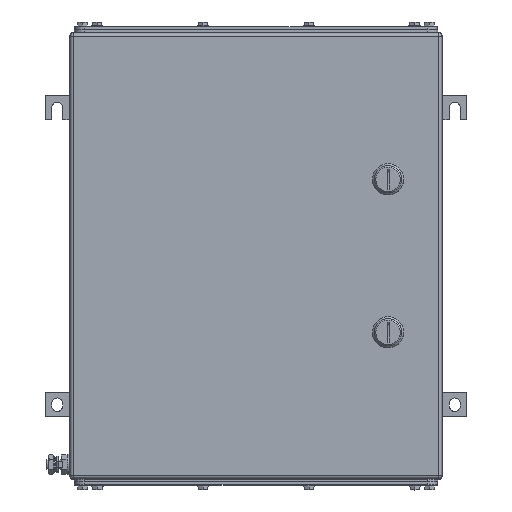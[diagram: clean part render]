
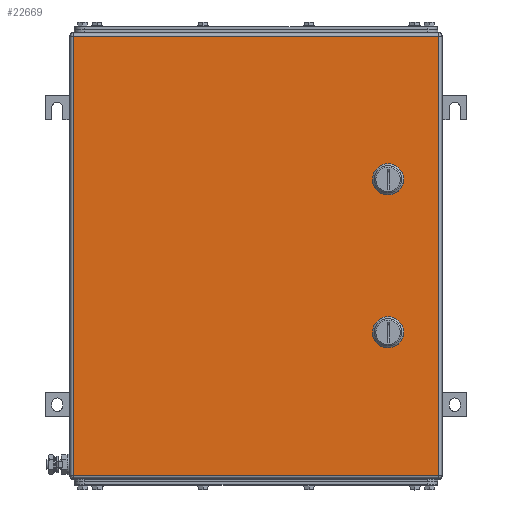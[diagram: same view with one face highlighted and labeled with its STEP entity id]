
A CAD part, top view. The second image highlights one B-rep face of the part: STEP entity #22669.
In plain terms, the highlighted planar face has unit normal (0, 0, 1).
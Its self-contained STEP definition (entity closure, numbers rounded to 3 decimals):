
#22483=AXIS2_PLACEMENT_3D('Circle Axis2P3D',#22481,#22482,$) ;
#22510=AXIS2_PLACEMENT_3D('Plane Axis2P3D',#22507,#22508,#22509) ;
#22555=AXIS2_PLACEMENT_3D('Circle Axis2P3D',#22553,#22554,$) ;
#22569=AXIS2_PLACEMENT_3D('Circle Axis2P3D',#22567,#22568,$) ;
#22583=AXIS2_PLACEMENT_3D('Circle Axis2P3D',#22581,#22582,$) ;
#22605=AXIS2_PLACEMENT_3D('Circle Axis2P3D',#22603,#22604,$) ;
#22621=AXIS2_PLACEMENT_3D('Circle Axis2P3D',#22619,#22620,$) ;
#22635=AXIS2_PLACEMENT_3D('Circle Axis2P3D',#22633,#22634,$) ;
#22649=AXIS2_PLACEMENT_3D('Circle Axis2P3D',#22647,#22648,$) ;
#22478=CARTESIAN_POINT('Vertex',(357.056,308.45,203.5)) ;
#22481=CARTESIAN_POINT('Axis2P3D Location',(352.,318.5,203.5)) ;
#22485=CARTESIAN_POINT('Vertex',(362.05,313.444,203.5)) ;
#22507=CARTESIAN_POINT('Axis2P3D Location',(216.5,240.,203.5)) ;
#22512=CARTESIAN_POINT('Line Origine',(216.5,465.5,203.5)) ;
#22516=CARTESIAN_POINT('Vertex',(404.,465.5,203.5)) ;
#22518=CARTESIAN_POINT('Vertex',(29.,465.5,203.5)) ;
#22521=CARTESIAN_POINT('Line Origine',(29.,240.,203.5)) ;
#22525=CARTESIAN_POINT('Vertex',(29.,14.5,203.5)) ;
#22528=CARTESIAN_POINT('Line Origine',(216.5,14.5,203.5)) ;
#22532=CARTESIAN_POINT('Vertex',(404.,14.5,203.5)) ;
#22535=CARTESIAN_POINT('Line Origine',(404.,240.,203.5)) ;
#22546=CARTESIAN_POINT('Line Origine',(352.,308.45,203.5)) ;
#22550=CARTESIAN_POINT('Vertex',(346.944,308.45,203.5)) ;
#22553=CARTESIAN_POINT('Axis2P3D Location',(352.,318.5,203.5)) ;
#22557=CARTESIAN_POINT('Vertex',(341.95,313.444,203.5)) ;
#22560=CARTESIAN_POINT('Line Origine',(341.95,318.5,203.5)) ;
#22564=CARTESIAN_POINT('Vertex',(341.95,323.556,203.5)) ;
#22567=CARTESIAN_POINT('Axis2P3D Location',(352.,318.5,203.5)) ;
#22571=CARTESIAN_POINT('Vertex',(346.944,328.55,203.5)) ;
#22574=CARTESIAN_POINT('Line Origine',(352.,328.55,203.5)) ;
#22578=CARTESIAN_POINT('Vertex',(357.056,328.55,203.5)) ;
#22581=CARTESIAN_POINT('Axis2P3D Location',(352.,318.5,203.5)) ;
#22585=CARTESIAN_POINT('Vertex',(362.05,323.556,203.5)) ;
#22588=CARTESIAN_POINT('Line Origine',(362.05,318.5,203.5)) ;
#22603=CARTESIAN_POINT('Axis2P3D Location',(352.,161.5,203.5)) ;
#22607=CARTESIAN_POINT('Vertex',(357.056,151.45,203.5)) ;
#22609=CARTESIAN_POINT('Vertex',(362.05,156.444,203.5)) ;
#22612=CARTESIAN_POINT('Line Origine',(352.,151.45,203.5)) ;
#22616=CARTESIAN_POINT('Vertex',(346.944,151.45,203.5)) ;
#22619=CARTESIAN_POINT('Axis2P3D Location',(352.,161.5,203.5)) ;
#22623=CARTESIAN_POINT('Vertex',(341.95,156.444,203.5)) ;
#22626=CARTESIAN_POINT('Line Origine',(341.95,161.5,203.5)) ;
#22630=CARTESIAN_POINT('Vertex',(341.95,166.556,203.5)) ;
#22633=CARTESIAN_POINT('Axis2P3D Location',(352.,161.5,203.5)) ;
#22637=CARTESIAN_POINT('Vertex',(346.944,171.55,203.5)) ;
#22640=CARTESIAN_POINT('Line Origine',(352.,171.55,203.5)) ;
#22644=CARTESIAN_POINT('Vertex',(357.056,171.55,203.5)) ;
#22647=CARTESIAN_POINT('Axis2P3D Location',(352.,161.5,203.5)) ;
#22651=CARTESIAN_POINT('Vertex',(362.05,166.556,203.5)) ;
#22654=CARTESIAN_POINT('Line Origine',(362.05,161.5,203.5)) ;
#22482=DIRECTION('Axis2P3D Direction',(0.,0.,1.)) ;
#22508=DIRECTION('Axis2P3D Direction',(0.,0.,1.)) ;
#22509=DIRECTION('Axis2P3D XDirection',(1.,0.,0.)) ;
#22513=DIRECTION('Vector Direction',(1.,0.,0.)) ;
#22522=DIRECTION('Vector Direction',(0.,-1.,0.)) ;
#22529=DIRECTION('Vector Direction',(1.,0.,0.)) ;
#22536=DIRECTION('Vector Direction',(0.,1.,0.)) ;
#22547=DIRECTION('Vector Direction',(1.,0.,0.)) ;
#22554=DIRECTION('Axis2P3D Direction',(0.,0.,1.)) ;
#22561=DIRECTION('Vector Direction',(0.,1.,0.)) ;
#22568=DIRECTION('Axis2P3D Direction',(0.,0.,1.)) ;
#22575=DIRECTION('Vector Direction',(1.,0.,0.)) ;
#22582=DIRECTION('Axis2P3D Direction',(0.,0.,1.)) ;
#22589=DIRECTION('Vector Direction',(0.,-1.,0.)) ;
#22604=DIRECTION('Axis2P3D Direction',(0.,0.,1.)) ;
#22613=DIRECTION('Vector Direction',(1.,0.,0.)) ;
#22620=DIRECTION('Axis2P3D Direction',(0.,0.,1.)) ;
#22627=DIRECTION('Vector Direction',(0.,1.,0.)) ;
#22634=DIRECTION('Axis2P3D Direction',(0.,0.,1.)) ;
#22641=DIRECTION('Vector Direction',(1.,0.,0.)) ;
#22648=DIRECTION('Axis2P3D Direction',(0.,0.,1.)) ;
#22655=DIRECTION('Vector Direction',(0.,-1.,0.)) ;
#22514=VECTOR('Line Direction',#22513,1.) ;
#22523=VECTOR('Line Direction',#22522,1.) ;
#22530=VECTOR('Line Direction',#22529,1.) ;
#22537=VECTOR('Line Direction',#22536,1.) ;
#22548=VECTOR('Line Direction',#22547,1.) ;
#22562=VECTOR('Line Direction',#22561,1.) ;
#22576=VECTOR('Line Direction',#22575,1.) ;
#22590=VECTOR('Line Direction',#22589,1.) ;
#22614=VECTOR('Line Direction',#22613,1.) ;
#22628=VECTOR('Line Direction',#22627,1.) ;
#22642=VECTOR('Line Direction',#22641,1.) ;
#22656=VECTOR('Line Direction',#22655,1.) ;
#22541=ORIENTED_EDGE('',*,*,#22520,.T.) ;
#22542=ORIENTED_EDGE('',*,*,#22527,.T.) ;
#22543=ORIENTED_EDGE('',*,*,#22534,.T.) ;
#22544=ORIENTED_EDGE('',*,*,#22539,.T.) ;
#22594=ORIENTED_EDGE('',*,*,#22552,.F.) ;
#22595=ORIENTED_EDGE('',*,*,#22559,.F.) ;
#22596=ORIENTED_EDGE('',*,*,#22566,.T.) ;
#22597=ORIENTED_EDGE('',*,*,#22573,.F.) ;
#22598=ORIENTED_EDGE('',*,*,#22580,.T.) ;
#22599=ORIENTED_EDGE('',*,*,#22587,.F.) ;
#22600=ORIENTED_EDGE('',*,*,#22592,.T.) ;
#22601=ORIENTED_EDGE('',*,*,#22487,.F.) ;
#22660=ORIENTED_EDGE('',*,*,#22611,.F.) ;
#22661=ORIENTED_EDGE('',*,*,#22618,.F.) ;
#22662=ORIENTED_EDGE('',*,*,#22625,.F.) ;
#22663=ORIENTED_EDGE('',*,*,#22632,.T.) ;
#22664=ORIENTED_EDGE('',*,*,#22639,.F.) ;
#22665=ORIENTED_EDGE('',*,*,#22646,.T.) ;
#22666=ORIENTED_EDGE('',*,*,#22653,.F.) ;
#22667=ORIENTED_EDGE('',*,*,#22658,.T.) ;
#22602=FACE_BOUND('',#22593,.T.) ;
#22668=FACE_BOUND('',#22659,.T.) ;
#22669=ADVANCED_FACE('ZUB_KTB_QL_453820_2GP_AllCATPart_AllCATPart.1\\ZUB_KTB_QL_453820_2GP_AllCATPart.2\\ZUB_DE_KTB_QL.1\\DE_KTB_MH_PART_MASTER.1\\Koerper.2',(#22545,#22602,#22668),#22511,.T.) ;
#22484=CIRCLE('generated circle',#22483,11.25) ;
#22556=CIRCLE('generated circle',#22555,11.25) ;
#22570=CIRCLE('generated circle',#22569,11.25) ;
#22584=CIRCLE('generated circle',#22583,11.25) ;
#22606=CIRCLE('generated circle',#22605,11.25) ;
#22622=CIRCLE('generated circle',#22621,11.25) ;
#22636=CIRCLE('generated circle',#22635,11.25) ;
#22650=CIRCLE('generated circle',#22649,11.25) ;
#22487=EDGE_CURVE('',#22479,#22486,#22484,.T.) ;
#22520=EDGE_CURVE('',#22517,#22519,#22515,.F.) ;
#22527=EDGE_CURVE('',#22519,#22526,#22524,.T.) ;
#22534=EDGE_CURVE('',#22526,#22533,#22531,.T.) ;
#22539=EDGE_CURVE('',#22533,#22517,#22538,.T.) ;
#22552=EDGE_CURVE('',#22551,#22479,#22549,.T.) ;
#22559=EDGE_CURVE('',#22558,#22551,#22556,.T.) ;
#22566=EDGE_CURVE('',#22558,#22565,#22563,.T.) ;
#22573=EDGE_CURVE('',#22572,#22565,#22570,.T.) ;
#22580=EDGE_CURVE('',#22572,#22579,#22577,.T.) ;
#22587=EDGE_CURVE('',#22586,#22579,#22584,.T.) ;
#22592=EDGE_CURVE('',#22586,#22486,#22591,.T.) ;
#22611=EDGE_CURVE('',#22608,#22610,#22606,.T.) ;
#22618=EDGE_CURVE('',#22617,#22608,#22615,.T.) ;
#22625=EDGE_CURVE('',#22624,#22617,#22622,.T.) ;
#22632=EDGE_CURVE('',#22624,#22631,#22629,.T.) ;
#22639=EDGE_CURVE('',#22638,#22631,#22636,.T.) ;
#22646=EDGE_CURVE('',#22638,#22645,#22643,.T.) ;
#22653=EDGE_CURVE('',#22652,#22645,#22650,.T.) ;
#22658=EDGE_CURVE('',#22652,#22610,#22657,.T.) ;
#22540=EDGE_LOOP('',(#22541,#22542,#22543,#22544)) ;
#22593=EDGE_LOOP('',(#22594,#22595,#22596,#22597,#22598,#22599,#22600,#22601)) ;
#22659=EDGE_LOOP('',(#22660,#22661,#22662,#22663,#22664,#22665,#22666,#22667)) ;
#22545=FACE_OUTER_BOUND('',#22540,.T.) ;
#22515=LINE('Line',#22512,#22514) ;
#22524=LINE('Line',#22521,#22523) ;
#22531=LINE('Line',#22528,#22530) ;
#22538=LINE('Line',#22535,#22537) ;
#22549=LINE('Line',#22546,#22548) ;
#22563=LINE('Line',#22560,#22562) ;
#22577=LINE('Line',#22574,#22576) ;
#22591=LINE('Line',#22588,#22590) ;
#22615=LINE('Line',#22612,#22614) ;
#22629=LINE('Line',#22626,#22628) ;
#22643=LINE('Line',#22640,#22642) ;
#22657=LINE('Line',#22654,#22656) ;
#22511=PLANE('',#22510) ;
#22479=VERTEX_POINT('',#22478) ;
#22486=VERTEX_POINT('',#22485) ;
#22517=VERTEX_POINT('',#22516) ;
#22519=VERTEX_POINT('',#22518) ;
#22526=VERTEX_POINT('',#22525) ;
#22533=VERTEX_POINT('',#22532) ;
#22551=VERTEX_POINT('',#22550) ;
#22558=VERTEX_POINT('',#22557) ;
#22565=VERTEX_POINT('',#22564) ;
#22572=VERTEX_POINT('',#22571) ;
#22579=VERTEX_POINT('',#22578) ;
#22586=VERTEX_POINT('',#22585) ;
#22608=VERTEX_POINT('',#22607) ;
#22610=VERTEX_POINT('',#22609) ;
#22617=VERTEX_POINT('',#22616) ;
#22624=VERTEX_POINT('',#22623) ;
#22631=VERTEX_POINT('',#22630) ;
#22638=VERTEX_POINT('',#22637) ;
#22645=VERTEX_POINT('',#22644) ;
#22652=VERTEX_POINT('',#22651) ;
